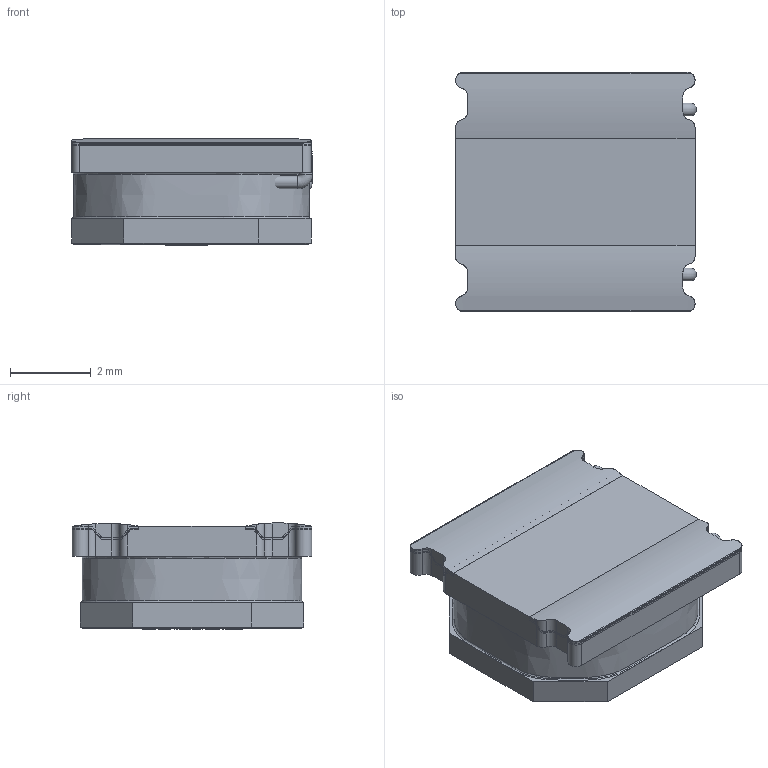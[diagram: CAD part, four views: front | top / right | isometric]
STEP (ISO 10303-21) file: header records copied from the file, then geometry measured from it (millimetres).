
FILE_DESCRIPTION(/* description */ (''),/* implementation_level */ '2;1');
FILE_NAME(/* name */ 'HPC6028-.stp',/* time_stamp */ '2020-02-08T10:55:00+08:00',/* author */ (''),/* organization */ (''),/* preprocessor_version */ 'ST-DEVELOPER v16.7',/* originating_system */ 'SIEMENS PLM Software NX 12.0',/* authorisation */ '');
FILE_SCHEMA (('AUTOMOTIVE_DESIGN { 1 0 10303 214 3 1 1 1 }'));
Length unit declared in the file: millimetre
Products named in the file (1): HPC6028-
Bounding box: 5.99 x 5.95 x 2.64 mm (x, y, z)
Volume: 82.1 mm3; surface area: 401.2 mm2
Topology: 20 solids, 20 shells, 339 faces, 831 edges, 536 vertices
Faces by surface type: plane 175, cylinder 69, torus 46, extrusion 45, bspline 4
Full cylindrical faces by diameter (mm): 0.32 x8, 2.8 x1
Entity records: 12477 total; most frequent: CARTESIAN_POINT 4892, ORIENTED_EDGE 1540, DIRECTION 1355, EDGE_CURVE 770, VERTEX_POINT 534, AXIS2_PLACEMENT_3D 477, EDGE_LOOP 408, VECTOR 401
